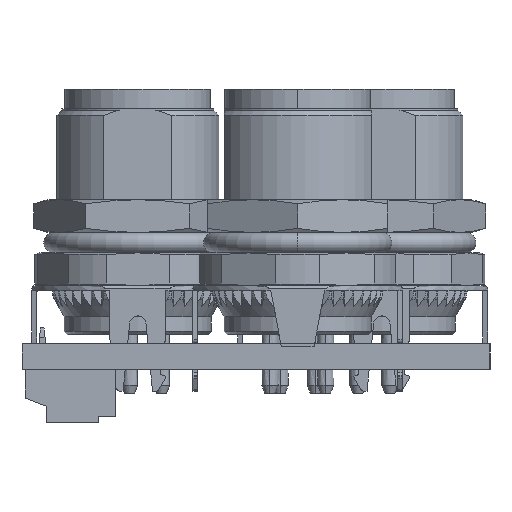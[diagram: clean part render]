
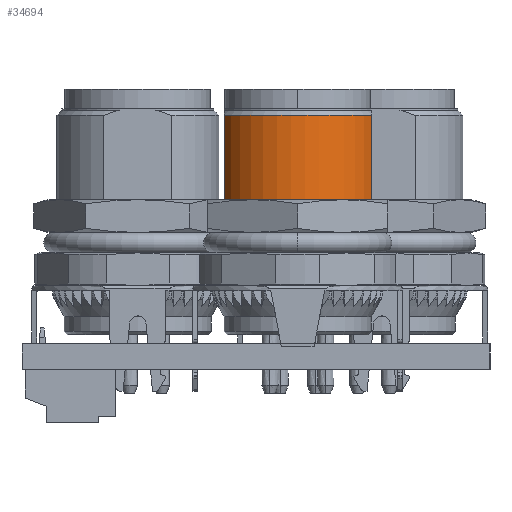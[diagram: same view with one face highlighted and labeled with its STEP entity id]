
A CAD part, left-side view. The second image highlights one B-rep face of the part: STEP entity #34694.
In plain terms, the highlighted cylindrical face has radius 4.96 mm (diameter 9.92 mm), a partial arc.
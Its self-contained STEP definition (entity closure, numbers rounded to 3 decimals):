
#32817 = PLANE('',#32818);
#32818 = AXIS2_PLACEMENT_3D('',#32819,#32820,#32821);
#32819 = CARTESIAN_POINT('',(-6.75,0.,0.));
#32820 = DIRECTION('',(1.,0.,0.));
#32821 = DIRECTION('',(0.,0.,-1.));
#32992 = VERTEX_POINT('',#32993);
#32993 = CARTESIAN_POINT('',(-6.75,2.086,4.5));
#33007 = PLANE('',#33008);
#33008 = AXIS2_PLACEMENT_3D('',#33009,#33010,#33011);
#33009 = CARTESIAN_POINT('',(-10.,-2.683,4.5));
#33010 = DIRECTION('',(0.,0.,-1.));
#33011 = DIRECTION('',(0.,1.,0.));
#33019 = EDGE_CURVE('',#32992,#33020,#33022,.T.);
#33020 = VERTEX_POINT('',#33021);
#33021 = CARTESIAN_POINT('',(-6.75,2.086,-4.5));
#33022 = SURFACE_CURVE('',#33023,(#33028,#33039),.PCURVE_S1.);
#33023 = CIRCLE('',#33024,4.96);
#33024 = AXIS2_PLACEMENT_3D('',#33025,#33026,#33027);
#33025 = CARTESIAN_POINT('',(-6.75,0.,0.));
#33026 = DIRECTION('',(-1.,0.,0.));
#33027 = DIRECTION('',(0.,0.421,0.907));
#33028 = PCURVE('',#32817,#33029);
#33029 = DEFINITIONAL_REPRESENTATION('',(#33030),#33038);
#33030 = ( BOUNDED_CURVE() B_SPLINE_CURVE(2,(#33031,#33032,#33033,#33034
    ,#33035,#33036,#33037),.UNSPECIFIED.,.T.,.F.) 
B_SPLINE_CURVE_WITH_KNOTS((1,2,2,2,2,1),(-2.094,0.,
    2.094,4.189,6.283,8.378),
.UNSPECIFIED.) CURVE() GEOMETRIC_REPRESENTATION_ITEM() 
RATIONAL_B_SPLINE_CURVE((1.,0.5,1.,0.5,1.,0.5,1.)) REPRESENTATION_ITEM(
  '') );
#33031 = CARTESIAN_POINT('',(-4.5,2.086));
#33032 = CARTESIAN_POINT('',(-0.887,9.88));
#33033 = CARTESIAN_POINT('',(4.057,2.854));
#33034 = CARTESIAN_POINT('',(9.,-4.172));
#33035 = CARTESIAN_POINT('',(0.443,-4.94));
#33036 = CARTESIAN_POINT('',(-8.113,-5.708));
#33037 = CARTESIAN_POINT('',(-4.5,2.086));
#33038 = ( GEOMETRIC_REPRESENTATION_CONTEXT(2) 
PARAMETRIC_REPRESENTATION_CONTEXT() REPRESENTATION_CONTEXT('2D SPACE',''
  ) );
#33039 = PCURVE('',#33040,#33045);
#33040 = CYLINDRICAL_SURFACE('',#33041,4.96);
#33041 = AXIS2_PLACEMENT_3D('',#33042,#33043,#33044);
#33042 = CARTESIAN_POINT('',(-12.915,0.,0.));
#33043 = DIRECTION('',(1.,0.,0.));
#33044 = DIRECTION('',(0.,-1.,0.));
#33045 = DEFINITIONAL_REPRESENTATION('',(#33046),#33050);
#33046 = LINE('',#33047,#33048);
#33047 = CARTESIAN_POINT('',(4.278,6.165));
#33048 = VECTOR('',#33049,1.);
#33049 = DIRECTION('',(-1.,0.));
#33050 = ( GEOMETRIC_REPRESENTATION_CONTEXT(2) 
PARAMETRIC_REPRESENTATION_CONTEXT() REPRESENTATION_CONTEXT('2D SPACE',''
  ) );
#33068 = PLANE('',#33069);
#33069 = AXIS2_PLACEMENT_3D('',#33070,#33071,#33072);
#33070 = CARTESIAN_POINT('',(-10.,2.683,-4.5));
#33071 = DIRECTION('',(0.,0.,1.));
#33072 = DIRECTION('',(0.,-1.,0.));
#34694 = ADVANCED_FACE('',(#34695),#33040,.T.);
#34695 = FACE_BOUND('',#34696,.T.);
#34696 = EDGE_LOOP('',(#34697,#34720,#34721,#34744));
#34697 = ORIENTED_EDGE('',*,*,#34698,.F.);
#34698 = EDGE_CURVE('',#33020,#34699,#34701,.T.);
#34699 = VERTEX_POINT('',#34700);
#34700 = CARTESIAN_POINT('',(-1.6,2.086,
    -4.5));
#34701 = SURFACE_CURVE('',#34702,(#34706,#34713),.PCURVE_S1.);
#34702 = LINE('',#34703,#34704);
#34703 = CARTESIAN_POINT('',(-6.75,2.086,-4.5));
#34704 = VECTOR('',#34705,1.);
#34705 = DIRECTION('',(1.,0.,0.));
#34706 = PCURVE('',#33040,#34707);
#34707 = DEFINITIONAL_REPRESENTATION('',(#34708),#34712);
#34708 = LINE('',#34709,#34710);
#34709 = CARTESIAN_POINT('',(2.005,6.165));
#34710 = VECTOR('',#34711,1.);
#34711 = DIRECTION('',(0.,1.));
#34712 = ( GEOMETRIC_REPRESENTATION_CONTEXT(2) 
PARAMETRIC_REPRESENTATION_CONTEXT() REPRESENTATION_CONTEXT('2D SPACE',''
  ) );
#34713 = PCURVE('',#33068,#34714);
#34714 = DEFINITIONAL_REPRESENTATION('',(#34715),#34719);
#34715 = LINE('',#34716,#34717);
#34716 = CARTESIAN_POINT('',(0.597,3.25));
#34717 = VECTOR('',#34718,1.);
#34718 = DIRECTION('',(0.,1.));
#34719 = ( GEOMETRIC_REPRESENTATION_CONTEXT(2) 
PARAMETRIC_REPRESENTATION_CONTEXT() REPRESENTATION_CONTEXT('2D SPACE',''
  ) );
#34720 = ORIENTED_EDGE('',*,*,#33019,.F.);
#34721 = ORIENTED_EDGE('',*,*,#34722,.T.);
#34722 = EDGE_CURVE('',#32992,#34723,#34725,.T.);
#34723 = VERTEX_POINT('',#34724);
#34724 = CARTESIAN_POINT('',(-1.6,2.086,
    4.5));
#34725 = SURFACE_CURVE('',#34726,(#34730,#34737),.PCURVE_S1.);
#34726 = LINE('',#34727,#34728);
#34727 = CARTESIAN_POINT('',(-6.75,2.086,4.5));
#34728 = VECTOR('',#34729,1.);
#34729 = DIRECTION('',(1.,0.,0.));
#34730 = PCURVE('',#33040,#34731);
#34731 = DEFINITIONAL_REPRESENTATION('',(#34732),#34736);
#34732 = LINE('',#34733,#34734);
#34733 = CARTESIAN_POINT('',(4.278,6.165));
#34734 = VECTOR('',#34735,1.);
#34735 = DIRECTION('',(0.,1.));
#34736 = ( GEOMETRIC_REPRESENTATION_CONTEXT(2) 
PARAMETRIC_REPRESENTATION_CONTEXT() REPRESENTATION_CONTEXT('2D SPACE',''
  ) );
#34737 = PCURVE('',#33007,#34738);
#34738 = DEFINITIONAL_REPRESENTATION('',(#34739),#34743);
#34739 = LINE('',#34740,#34741);
#34740 = CARTESIAN_POINT('',(4.77,3.25));
#34741 = VECTOR('',#34742,1.);
#34742 = DIRECTION('',(0.,1.));
#34743 = ( GEOMETRIC_REPRESENTATION_CONTEXT(2) 
PARAMETRIC_REPRESENTATION_CONTEXT() REPRESENTATION_CONTEXT('2D SPACE',''
  ) );
#34744 = ORIENTED_EDGE('',*,*,#34745,.T.);
#34745 = EDGE_CURVE('',#34723,#34699,#34746,.T.);
#34746 = SURFACE_CURVE('',#34747,(#34752,#34758),.PCURVE_S1.);
#34747 = CIRCLE('',#34748,4.96);
#34748 = AXIS2_PLACEMENT_3D('',#34749,#34750,#34751);
#34749 = CARTESIAN_POINT('',(-1.6,0.,
    0.));
#34750 = DIRECTION('',(-1.,0.,0.));
#34751 = DIRECTION('',(0.,0.421,0.907));
#34752 = PCURVE('',#33040,#34753);
#34753 = DEFINITIONAL_REPRESENTATION('',(#34754),#34757);
#34754 = B_SPLINE_CURVE_WITH_KNOTS('',1,(#34755,#34756),.UNSPECIFIED.,
  .F.,.F.,(2,2),(0.,2.273),.PIECEWISE_BEZIER_KNOTS.);
#34755 = CARTESIAN_POINT('',(4.278,11.315));
#34756 = CARTESIAN_POINT('',(2.005,11.315));
#34757 = ( GEOMETRIC_REPRESENTATION_CONTEXT(2) 
PARAMETRIC_REPRESENTATION_CONTEXT() REPRESENTATION_CONTEXT('2D SPACE',''
  ) );
#34758 = PCURVE('',#34759,#34764);
#34759 = CONICAL_SURFACE('',#34760,4.81,0.785);
#34760 = AXIS2_PLACEMENT_3D('',#34761,#34762,#34763);
#34761 = CARTESIAN_POINT('',(-1.45,0.,
    0.));
#34762 = DIRECTION('',(-1.,0.,0.));
#34763 = DIRECTION('',(0.,0.,-1.));
#34764 = DEFINITIONAL_REPRESENTATION('',(#34765),#34769);
#34765 = LINE('',#34766,#34767);
#34766 = CARTESIAN_POINT('',(3.576,0.15));
#34767 = VECTOR('',#34768,1.);
#34768 = DIRECTION('',(1.,0.));
#34769 = ( GEOMETRIC_REPRESENTATION_CONTEXT(2) 
PARAMETRIC_REPRESENTATION_CONTEXT() REPRESENTATION_CONTEXT('2D SPACE',''
  ) );
